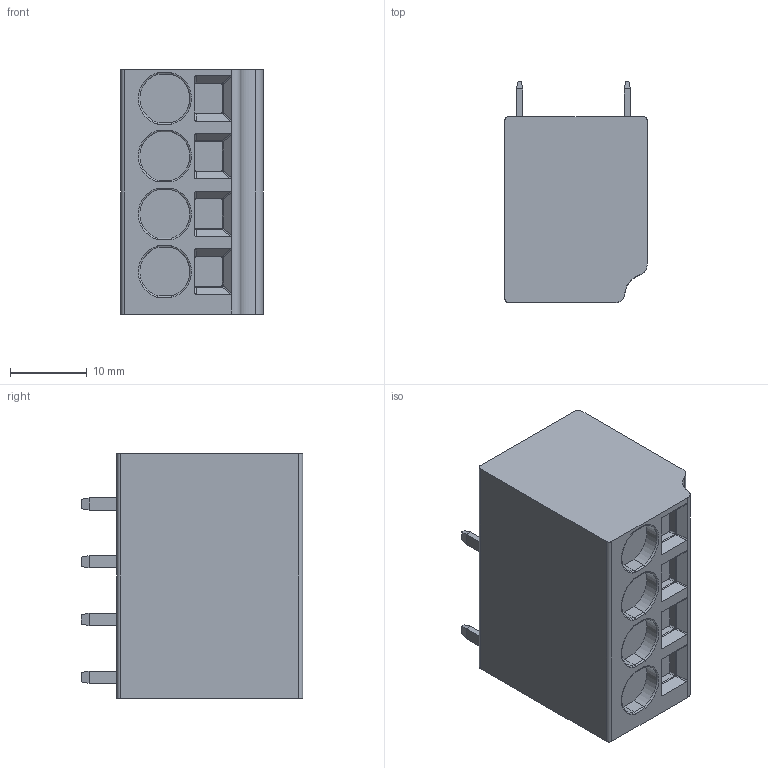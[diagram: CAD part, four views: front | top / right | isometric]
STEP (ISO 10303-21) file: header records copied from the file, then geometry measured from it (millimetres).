
FILE_DESCRIPTION (( 'STEP AP203' ), '1' );
FILE_NAME ('MPX410-750204.STEP', '2018-07-13T06:39:08', ( 'AcerPC' ), ( 'DECA' ), 'SwSTEP 2.0', 'SolidWorks 2012', '' );
FILE_SCHEMA (( 'CONFIG_CONTROL_DESIGN' ));
Length unit declared in the file: millimetre
Products named in the file (1): MPX410-750204
Bounding box: 18.5 x 28.75 x 31.8 mm (x, y, z)
Volume: 13506 mm3; surface area: 3833 mm2
Topology: 1 solids, 1 shells, 197 faces, 482 edges, 302 vertices
Faces by surface type: plane 86, cylinder 71, bspline 24, torus 16
Entity records: 6353 total; most frequent: CARTESIAN_POINT 1875, ORIENTED_EDGE 964, DIRECTION 836, EDGE_CURVE 482, VERTEX_POINT 302, LINE 286, VECTOR 286, AXIS2_PLACEMENT_3D 275
